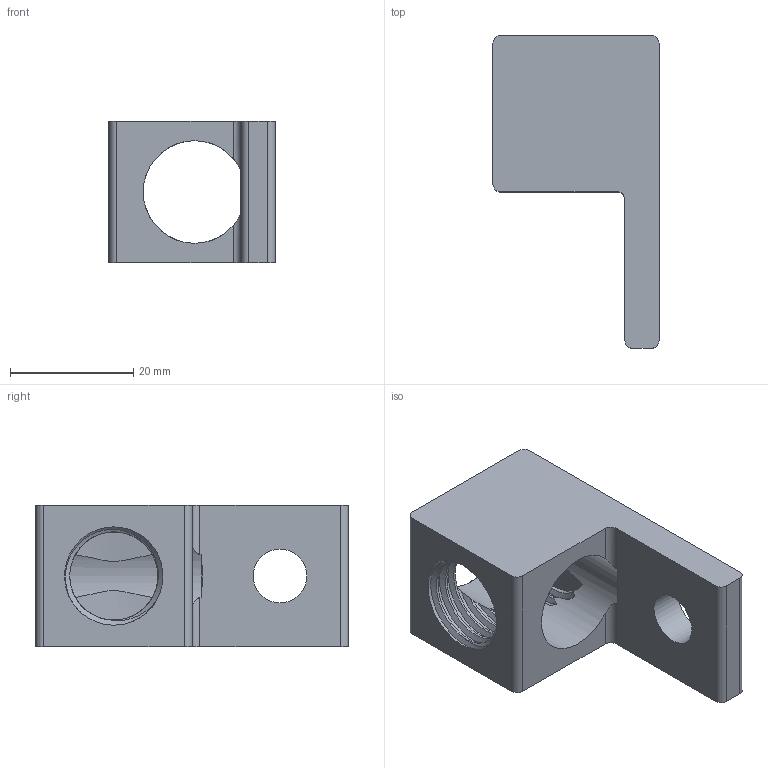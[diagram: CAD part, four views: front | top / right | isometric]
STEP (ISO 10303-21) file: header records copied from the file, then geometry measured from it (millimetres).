
FILE_DESCRIPTION(/* description */ (''),/* implementation_level */ '2;1');
FILE_NAME(/* name */ '3D_GLDX501.stp',/* time_stamp */ '2024-04-18T14:13:35+02:00',/* author */ (''),/* organization */ (''),/* preprocessor_version */ 'ST-DEVELOPER v16.7',/* originating_system */ 'SIEMENS PLM Software NX 12.0',/* authorisation */ '');
FILE_SCHEMA (('AP203_CONFIGURATION_CONTROLLED_3D_DESIGN_OF_MECHANICAL_PARTS_AND_ASSEMBLIES_MIM_LF { 1 0 10303 403 2 1 2}'));
Length unit declared in the file: millimetre
Products named in the file (1): Ferr3EE8D09B4j8q
Bounding box: 26.97 x 50.8 x 23.01 mm (x, y, z)
Surface area: 6241.5 mm2 (no closed solid volume)
Topology: 0 solids, 1 shells, 56 faces, 190 edges, 130 vertices
Faces by surface type: cylinder 26, bspline 16, plane 9, cone 5
Full cylindrical faces by diameter (mm): 8.712 x1, 16.662 x1
Entity records: 8683 total; most frequent: CARTESIAN_POINT 7228, ORIENTED_EDGE 335, EDGE_CURVE 182, DIRECTION 165, VERTEX_POINT 125, B_SPLINE_CURVE_WITH_KNOTS 125, EDGE_LOOP 69, AXIS2_PLACEMENT_3D 67
